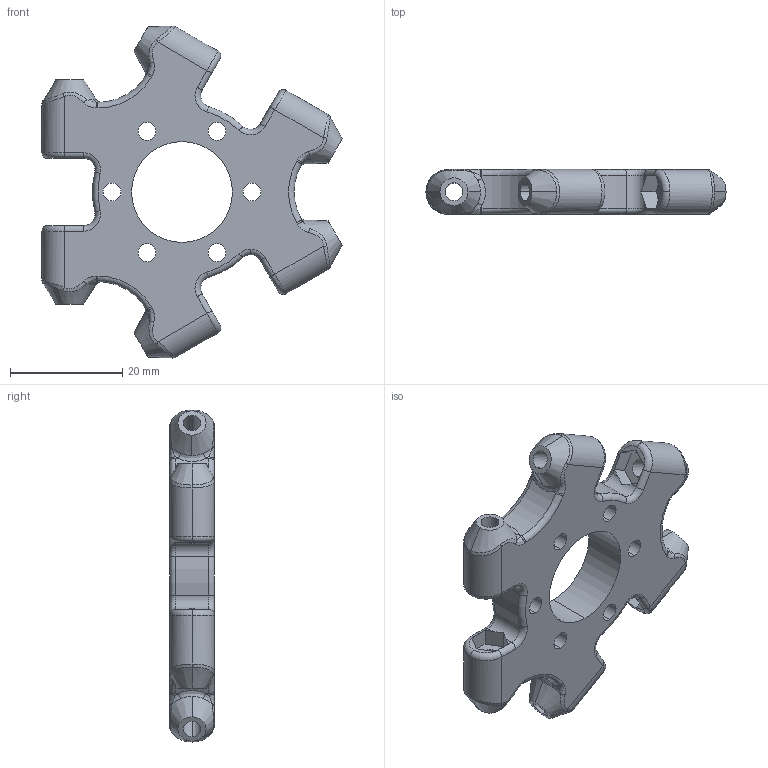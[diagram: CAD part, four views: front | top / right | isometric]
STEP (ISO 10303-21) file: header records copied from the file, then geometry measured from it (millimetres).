
FILE_DESCRIPTION (( 'STEP AP214' ), '1' );
FILE_NAME ('ubis_effector.STEP', '2014-11-07T15:20:57', ( 'setup' ), ( '' ), 'SwSTEP 2.0', 'SolidWorks 2014', '' );
FILE_SCHEMA (( 'AUTOMOTIVE_DESIGN' ));
Length unit declared in the file: millimetre
Products named in the file (1): ubis_effector
Bounding box: 53.57 x 8 x 59.28 mm (x, y, z)
Volume: 10252.7 mm3; surface area: 6403.1 mm2
Topology: 1 solids, 1 shells, 249 faces, 637 edges, 390 vertices
Faces by surface type: plane 80, cylinder 71, torus 48, bspline 38, cone 12
Entity records: 9989 total; most frequent: CARTESIAN_POINT 4073, ORIENTED_EDGE 1274, DIRECTION 1215, EDGE_CURVE 637, AXIS2_PLACEMENT_3D 488, VERTEX_POINT 390, CIRCLE 276, EDGE_LOOP 275
